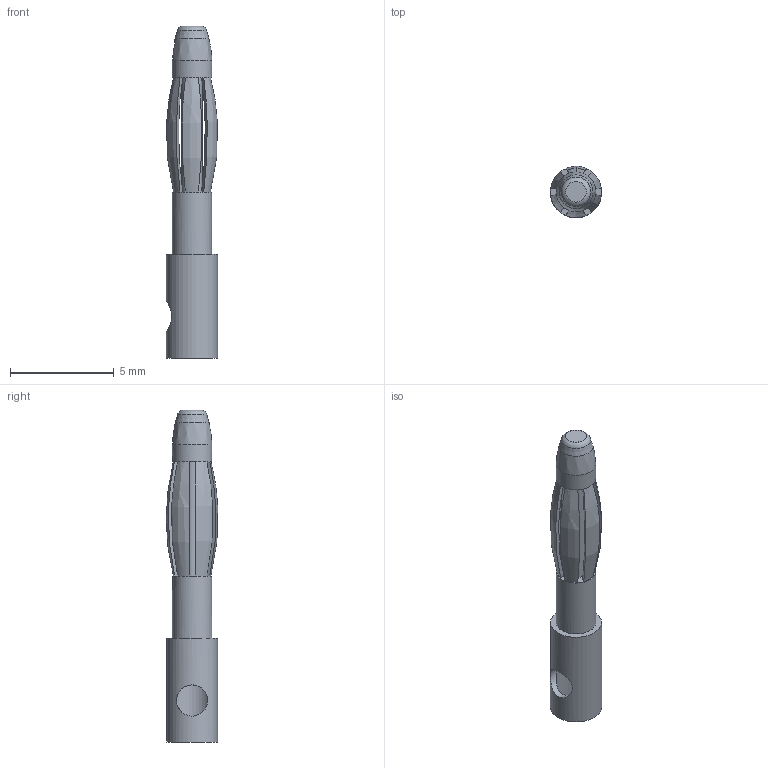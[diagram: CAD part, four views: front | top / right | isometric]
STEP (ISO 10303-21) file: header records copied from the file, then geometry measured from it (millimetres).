
FILE_DESCRIPTION(('FreeCAD Model'),'2;1');
FILE_NAME('Open CASCADE Shape Model','2024-11-08T11:45:59',(''),(''), 'Open CASCADE STEP processor 7.7','FreeCAD','Unknown');
FILE_SCHEMA(('AUTOMOTIVE_DESIGN { 1 0 10303 214 1 1 1 1 }'));
Length unit declared in the file: millimetre
Products named in the file (1): Body
Bounding box: 2.47 x 2.48 x 16 mm (x, y, z)
Volume: 36.2 mm3; surface area: 185.8 mm2
Topology: 1 solids, 1 shells, 42 faces, 152 edges, 116 vertices
Faces by surface type: plane 18, revolution 14, cylinder 7, bspline 1, cone 1, torus 1
Full cylindrical faces by diameter (mm): 1 x2, 1.5 x1, 1.9 x3, 2.47 x1
Entity records: 6209 total; most frequent: CARTESIAN_POINT 3306, DIRECTION 523, ORIENTED_EDGE 304, PCURVE 304, DEFINITIONAL_REPRESENTATION 304, LINE 195, VECTOR 195, CIRCLE 153
